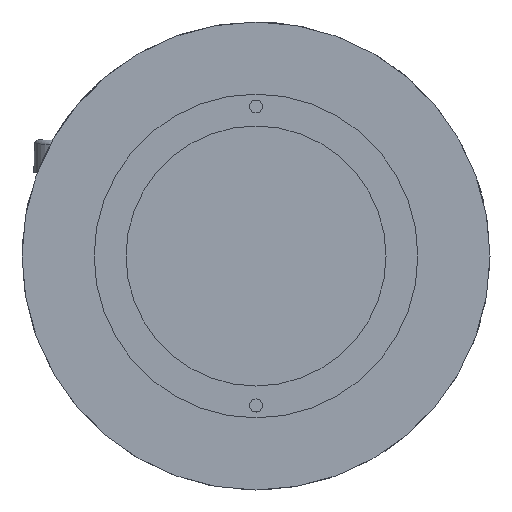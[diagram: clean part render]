
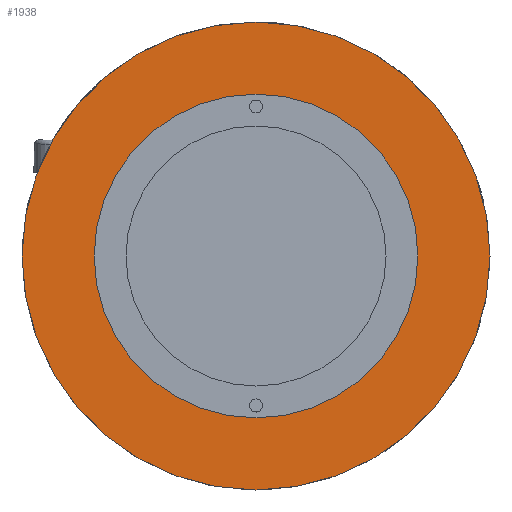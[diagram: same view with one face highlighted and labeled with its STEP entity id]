
A CAD part, left-side view. The second image highlights one B-rep face of the part: STEP entity #1938.
In plain terms, the highlighted planar face has unit normal (-1, 0, 0).
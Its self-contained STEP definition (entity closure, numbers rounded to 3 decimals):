
#50 = DIRECTION ( 'NONE',  ( -1., 0., 0. ) ) ;
#92 = CARTESIAN_POINT ( 'NONE',  ( 0., 0., 0. ) ) ;
#104 = DIRECTION ( 'NONE',  ( -1., 0., 0. ) ) ;
#146 = EDGE_LOOP ( 'NONE', ( #462, #1307 ) ) ;
#309 = VERTEX_POINT ( 'NONE', #1929 ) ;
#332 = DIRECTION ( 'NONE',  ( 0., 0., 1. ) ) ;
#337 = CARTESIAN_POINT ( 'NONE',  ( 0., 0., -12.45 ) ) ;
#379 = EDGE_CURVE ( 'NONE', #1904, #1982, #2352, .T. ) ;
#462 = ORIENTED_EDGE ( 'NONE', *, *, #379, .F. ) ;
#465 = VERTEX_POINT ( 'NONE', #2666 ) ;
#542 = EDGE_CURVE ( 'NONE', #309, #465, #2605, .T. ) ;
#567 = DIRECTION ( 'NONE',  ( 1., 0., 0. ) ) ;
#584 = CARTESIAN_POINT ( 'NONE',  ( 0., 0., 0. ) ) ;
#646 = DIRECTION ( 'NONE',  ( -1., 0., 0. ) ) ;
#679 = CIRCLE ( 'NONE', #2851, 18. ) ;
#780 = AXIS2_PLACEMENT_3D ( 'NONE', #2979, #567, #2263 ) ;
#785 = EDGE_LOOP ( 'NONE', ( #1341, #2144 ) ) ;
#1122 = CARTESIAN_POINT ( 'NONE',  ( 0., 0., 0. ) ) ;
#1307 = ORIENTED_EDGE ( 'NONE', *, *, #3069, .F. ) ;
#1341 = ORIENTED_EDGE ( 'NONE', *, *, #1867, .T. ) ;
#1508 = CARTESIAN_POINT ( 'NONE',  ( 0., 0., 0. ) ) ;
#1720 = AXIS2_PLACEMENT_3D ( 'NONE', #1122, #646, #2568 ) ;
#1741 = DIRECTION ( 'NONE',  ( 0., 0., 1. ) ) ;
#1787 = DIRECTION ( 'NONE',  ( 0., 0., 1. ) ) ;
#1790 = DIRECTION ( 'NONE',  ( -1., 0., 0. ) ) ;
#1791 = AXIS2_PLACEMENT_3D ( 'NONE', #584, #104, #1787 ) ;
#1828 = FACE_OUTER_BOUND ( 'NONE', #785, .T. ) ;
#1867 = EDGE_CURVE ( 'NONE', #465, #309, #679, .T. ) ;
#1904 = VERTEX_POINT ( 'NONE', #1999 ) ;
#1913 = CIRCLE ( 'NONE', #2369, 12.45 ) ;
#1929 = CARTESIAN_POINT ( 'NONE',  ( 0., 0., -18. ) ) ;
#1938 = ADVANCED_FACE ( 'NONE', ( #2463, #1828 ), #2734, .F. ) ;
#1982 = VERTEX_POINT ( 'NONE', #337 ) ;
#1999 = CARTESIAN_POINT ( 'NONE',  ( 0., 0., 12.45 ) ) ;
#2144 = ORIENTED_EDGE ( 'NONE', *, *, #542, .T. ) ;
#2263 = DIRECTION ( 'NONE',  ( 0., 0., -1. ) ) ;
#2352 = CIRCLE ( 'NONE', #1720, 12.45 ) ;
#2369 = AXIS2_PLACEMENT_3D ( 'NONE', #92, #1790, #332 ) ;
#2463 = FACE_BOUND ( 'NONE', #146, .T. ) ;
#2568 = DIRECTION ( 'NONE',  ( 0., 0., 1. ) ) ;
#2605 = CIRCLE ( 'NONE', #1791, 18. ) ;
#2666 = CARTESIAN_POINT ( 'NONE',  ( 0., 0., 18. ) ) ;
#2734 = PLANE ( 'NONE',  #780 ) ;
#2851 = AXIS2_PLACEMENT_3D ( 'NONE', #1508, #50, #1741 ) ;
#2979 = CARTESIAN_POINT ( 'NONE',  ( 0., 18., 0. ) ) ;
#3069 = EDGE_CURVE ( 'NONE', #1982, #1904, #1913, .T. ) ;
